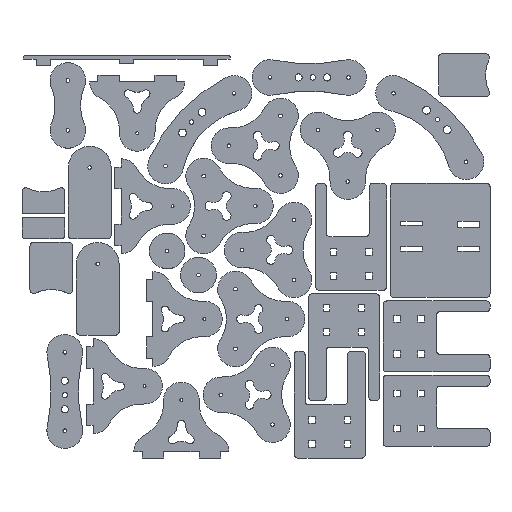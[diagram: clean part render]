
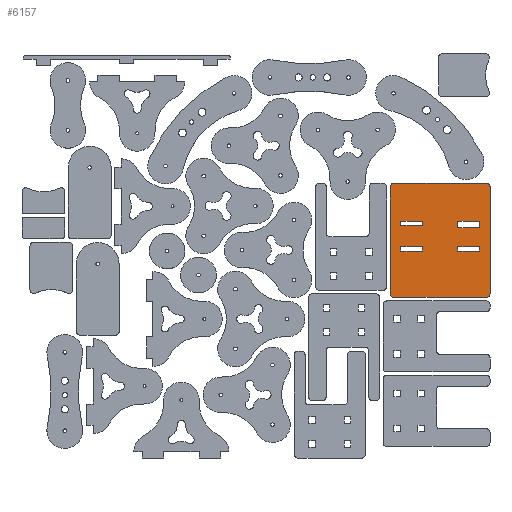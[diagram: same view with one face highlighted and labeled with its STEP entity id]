
A CAD part, top view. The second image highlights one B-rep face of the part: STEP entity #6157.
In plain terms, the highlighted face is planar.
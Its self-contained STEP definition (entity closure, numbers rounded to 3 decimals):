
#229=FACE_BOUND('',#943,.T.);
#230=FACE_BOUND('',#944,.T.);
#231=FACE_BOUND('',#945,.T.);
#232=FACE_BOUND('',#946,.T.);
#325=PLANE('',#6779);
#585=FACE_OUTER_BOUND('',#942,.T.);
#942=EDGE_LOOP('',(#4648,#4649,#4650,#4651,#4652,#4653,#4654,#4655));
#943=EDGE_LOOP('',(#4656,#4657,#4658,#4659));
#944=EDGE_LOOP('',(#4660,#4661,#4662,#4663));
#945=EDGE_LOOP('',(#4664,#4665,#4666,#4667));
#946=EDGE_LOOP('',(#4668,#4669,#4670,#4671));
#1308=LINE('',#9371,#1955);
#1311=LINE('',#9377,#1958);
#1314=LINE('',#9383,#1961);
#1317=LINE('',#9387,#1964);
#1320=LINE('',#9395,#1967);
#1323=LINE('',#9401,#1970);
#1326=LINE('',#9407,#1973);
#1329=LINE('',#9411,#1976);
#1332=LINE('',#9419,#1979);
#1335=LINE('',#9425,#1982);
#1338=LINE('',#9431,#1985);
#1341=LINE('',#9435,#1988);
#1344=LINE('',#9443,#1991);
#1347=LINE('',#9449,#1994);
#1350=LINE('',#9455,#1997);
#1353=LINE('',#9459,#2000);
#1358=LINE('',#9474,#2005);
#1364=LINE('',#9494,#2011);
#1367=LINE('',#9502,#2014);
#1369=LINE('',#9508,#2016);
#1955=VECTOR('',#7577,10.);
#1958=VECTOR('',#7582,10.);
#1961=VECTOR('',#7587,10.);
#1964=VECTOR('',#7592,10.);
#1967=VECTOR('',#7597,10.);
#1970=VECTOR('',#7602,10.);
#1973=VECTOR('',#7607,10.);
#1976=VECTOR('',#7612,10.);
#1979=VECTOR('',#7617,10.);
#1982=VECTOR('',#7622,10.);
#1985=VECTOR('',#7627,10.);
#1988=VECTOR('',#7632,10.);
#1991=VECTOR('',#7637,10.);
#1994=VECTOR('',#7642,10.);
#1997=VECTOR('',#7647,10.);
#2000=VECTOR('',#7652,10.);
#2005=VECTOR('',#7665,10.);
#2011=VECTOR('',#7685,10.);
#2014=VECTOR('',#7694,10.);
#2016=VECTOR('',#7702,10.);
#2618=CIRCLE('',#6764,10.);
#2622=CIRCLE('',#6771,10.);
#2623=CIRCLE('',#6774,10.);
#2624=CIRCLE('',#6777,10.);
#2863=VERTEX_POINT('',#9368);
#2864=VERTEX_POINT('',#9370);
#2866=VERTEX_POINT('',#9376);
#2868=VERTEX_POINT('',#9382);
#2871=VERTEX_POINT('',#9392);
#2872=VERTEX_POINT('',#9394);
#2874=VERTEX_POINT('',#9400);
#2876=VERTEX_POINT('',#9406);
#2879=VERTEX_POINT('',#9416);
#2880=VERTEX_POINT('',#9418);
#2882=VERTEX_POINT('',#9424);
#2884=VERTEX_POINT('',#9430);
#2887=VERTEX_POINT('',#9440);
#2888=VERTEX_POINT('',#9442);
#2890=VERTEX_POINT('',#9448);
#2892=VERTEX_POINT('',#9454);
#2895=VERTEX_POINT('',#9464);
#2896=VERTEX_POINT('',#9466);
#2898=VERTEX_POINT('',#9472);
#2904=VERTEX_POINT('',#9488);
#2905=VERTEX_POINT('',#9492);
#2906=VERTEX_POINT('',#9496);
#2907=VERTEX_POINT('',#9500);
#2908=VERTEX_POINT('',#9504);
#3498=EDGE_CURVE('',#2864,#2863,#1308,.T.);
#3501=EDGE_CURVE('',#2866,#2864,#1311,.T.);
#3504=EDGE_CURVE('',#2868,#2866,#1314,.T.);
#3507=EDGE_CURVE('',#2863,#2868,#1317,.T.);
#3510=EDGE_CURVE('',#2872,#2871,#1320,.T.);
#3513=EDGE_CURVE('',#2874,#2872,#1323,.T.);
#3516=EDGE_CURVE('',#2876,#2874,#1326,.T.);
#3519=EDGE_CURVE('',#2871,#2876,#1329,.T.);
#3522=EDGE_CURVE('',#2880,#2879,#1332,.T.);
#3525=EDGE_CURVE('',#2882,#2880,#1335,.T.);
#3528=EDGE_CURVE('',#2884,#2882,#1338,.T.);
#3531=EDGE_CURVE('',#2879,#2884,#1341,.T.);
#3534=EDGE_CURVE('',#2888,#2887,#1344,.T.);
#3537=EDGE_CURVE('',#2890,#2888,#1347,.T.);
#3540=EDGE_CURVE('',#2892,#2890,#1350,.T.);
#3543=EDGE_CURVE('',#2887,#2892,#1353,.T.);
#3546=EDGE_CURVE('',#2895,#2896,#2618,.T.);
#3550=EDGE_CURVE('',#2895,#2898,#1358,.T.);
#3558=EDGE_CURVE('',#2904,#2898,#2622,.T.);
#3560=EDGE_CURVE('',#2904,#2905,#1364,.T.);
#3562=EDGE_CURVE('',#2906,#2905,#2623,.T.);
#3564=EDGE_CURVE('',#2906,#2907,#1367,.T.);
#3566=EDGE_CURVE('',#2908,#2907,#2624,.T.);
#3567=EDGE_CURVE('',#2908,#2896,#1369,.T.);
#4648=ORIENTED_EDGE('',*,*,#3546,.F.);
#4649=ORIENTED_EDGE('',*,*,#3550,.T.);
#4650=ORIENTED_EDGE('',*,*,#3558,.F.);
#4651=ORIENTED_EDGE('',*,*,#3560,.T.);
#4652=ORIENTED_EDGE('',*,*,#3562,.F.);
#4653=ORIENTED_EDGE('',*,*,#3564,.T.);
#4654=ORIENTED_EDGE('',*,*,#3566,.F.);
#4655=ORIENTED_EDGE('',*,*,#3567,.T.);
#4656=ORIENTED_EDGE('',*,*,#3504,.T.);
#4657=ORIENTED_EDGE('',*,*,#3501,.T.);
#4658=ORIENTED_EDGE('',*,*,#3498,.T.);
#4659=ORIENTED_EDGE('',*,*,#3507,.T.);
#4660=ORIENTED_EDGE('',*,*,#3516,.T.);
#4661=ORIENTED_EDGE('',*,*,#3513,.T.);
#4662=ORIENTED_EDGE('',*,*,#3510,.T.);
#4663=ORIENTED_EDGE('',*,*,#3519,.T.);
#4664=ORIENTED_EDGE('',*,*,#3528,.T.);
#4665=ORIENTED_EDGE('',*,*,#3525,.T.);
#4666=ORIENTED_EDGE('',*,*,#3522,.T.);
#4667=ORIENTED_EDGE('',*,*,#3531,.T.);
#4668=ORIENTED_EDGE('',*,*,#3540,.T.);
#4669=ORIENTED_EDGE('',*,*,#3537,.T.);
#4670=ORIENTED_EDGE('',*,*,#3534,.T.);
#4671=ORIENTED_EDGE('',*,*,#3543,.T.);
#6157=ADVANCED_FACE('',(#585,#229,#230,#231,#232),#325,.F.);
#6764=AXIS2_PLACEMENT_3D('',#9467,#7658,#7659);
#6771=AXIS2_PLACEMENT_3D('',#9490,#7680,#7681);
#6774=AXIS2_PLACEMENT_3D('',#9498,#7689,#7690);
#6777=AXIS2_PLACEMENT_3D('',#9506,#7698,#7699);
#6779=AXIS2_PLACEMENT_3D('',#9509,#7703,#7704);
#7577=DIRECTION('',(-1.,0.,0.));
#7582=DIRECTION('',(0.,1.,0.));
#7587=DIRECTION('',(1.,0.,0.));
#7592=DIRECTION('',(0.,-1.,0.));
#7597=DIRECTION('',(0.,-1.,0.));
#7602=DIRECTION('',(-1.,0.,0.));
#7607=DIRECTION('',(0.,1.,0.));
#7612=DIRECTION('',(1.,0.,0.));
#7617=DIRECTION('',(0.,-1.,0.));
#7622=DIRECTION('',(-1.,0.,0.));
#7627=DIRECTION('',(0.,1.,0.));
#7632=DIRECTION('',(1.,0.,0.));
#7637=DIRECTION('',(-1.,0.,0.));
#7642=DIRECTION('',(0.,1.,0.));
#7647=DIRECTION('',(1.,0.,0.));
#7652=DIRECTION('',(0.,-1.,0.));
#7658=DIRECTION('center_axis',(0.,0.,1.));
#7659=DIRECTION('ref_axis',(0.707,-0.707,0.));
#7665=DIRECTION('',(-1.,0.,0.));
#7680=DIRECTION('center_axis',(0.,0.,1.));
#7681=DIRECTION('ref_axis',(-0.707,-0.707,0.));
#7685=DIRECTION('',(0.,1.,0.));
#7689=DIRECTION('center_axis',(0.,0.,1.));
#7690=DIRECTION('ref_axis',(-0.707,0.707,0.));
#7694=DIRECTION('',(1.,0.,0.));
#7698=DIRECTION('center_axis',(0.,0.,1.));
#7699=DIRECTION('ref_axis',(0.707,0.707,0.));
#7702=DIRECTION('',(0.,-1.,0.));
#7703=DIRECTION('center_axis',(0.,0.,1.));
#7704=DIRECTION('ref_axis',(1.,0.,0.));
#9368=CARTESIAN_POINT('',(-110.,-18.,0.));
#9370=CARTESIAN_POINT('',(-50.,-18.,0.));
#9371=CARTESIAN_POINT('',(-25.,-18.,0.));
#9376=CARTESIAN_POINT('',(-50.,-30.,0.));
#9377=CARTESIAN_POINT('',(-50.,-15.,0.));
#9382=CARTESIAN_POINT('',(-110.,-30.,0.));
#9383=CARTESIAN_POINT('',(-55.,-30.,0.));
#9387=CARTESIAN_POINT('',(-110.,-9.,0.));
#9392=CARTESIAN_POINT('',(-110.,36.,0.));
#9394=CARTESIAN_POINT('',(-110.,54.,0.));
#9395=CARTESIAN_POINT('',(-110.,27.,0.));
#9400=CARTESIAN_POINT('',(-50.,54.,0.));
#9401=CARTESIAN_POINT('',(-25.,54.,0.));
#9406=CARTESIAN_POINT('',(-50.,36.,0.));
#9407=CARTESIAN_POINT('',(-50.,18.,0.));
#9411=CARTESIAN_POINT('',(-55.,36.,0.));
#9416=CARTESIAN_POINT('',(50.,-30.,0.));
#9418=CARTESIAN_POINT('',(50.,-18.,0.));
#9419=CARTESIAN_POINT('',(50.,-9.,0.));
#9424=CARTESIAN_POINT('',(110.,-18.,0.));
#9425=CARTESIAN_POINT('',(55.,-18.,0.));
#9430=CARTESIAN_POINT('',(110.,-30.,0.));
#9431=CARTESIAN_POINT('',(110.,-15.,0.));
#9435=CARTESIAN_POINT('',(25.,-30.,0.));
#9440=CARTESIAN_POINT('',(50.,54.,0.));
#9442=CARTESIAN_POINT('',(110.,54.,0.));
#9443=CARTESIAN_POINT('',(55.,54.,0.));
#9448=CARTESIAN_POINT('',(110.,42.,0.));
#9449=CARTESIAN_POINT('',(110.,21.,0.));
#9454=CARTESIAN_POINT('',(50.,42.,0.));
#9455=CARTESIAN_POINT('',(25.,42.,0.));
#9459=CARTESIAN_POINT('',(50.,27.,0.));
#9464=CARTESIAN_POINT('',(130.,-160.,0.));
#9466=CARTESIAN_POINT('',(140.,-150.,0.));
#9467=CARTESIAN_POINT('Origin',(130.,-150.,0.));
#9472=CARTESIAN_POINT('',(-130.,-160.,0.));
#9474=CARTESIAN_POINT('',(140.,-160.,0.));
#9488=CARTESIAN_POINT('',(-140.,-150.,0.));
#9490=CARTESIAN_POINT('Origin',(-130.,-150.,0.));
#9492=CARTESIAN_POINT('',(-140.,150.,0.));
#9494=CARTESIAN_POINT('',(-140.,-160.,0.));
#9496=CARTESIAN_POINT('',(-130.,160.,0.));
#9498=CARTESIAN_POINT('Origin',(-130.,150.,0.));
#9500=CARTESIAN_POINT('',(130.,160.,0.));
#9502=CARTESIAN_POINT('',(-140.,160.,0.));
#9504=CARTESIAN_POINT('',(140.,150.,0.));
#9506=CARTESIAN_POINT('Origin',(130.,150.,0.));
#9508=CARTESIAN_POINT('',(140.,160.,0.));
#9509=CARTESIAN_POINT('Origin',(0.,0.,
0.));
